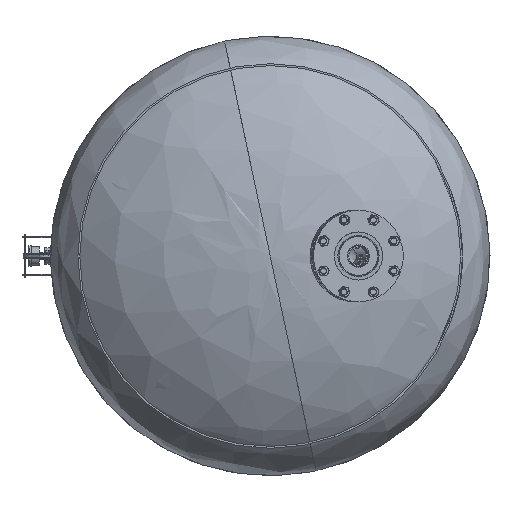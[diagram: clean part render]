
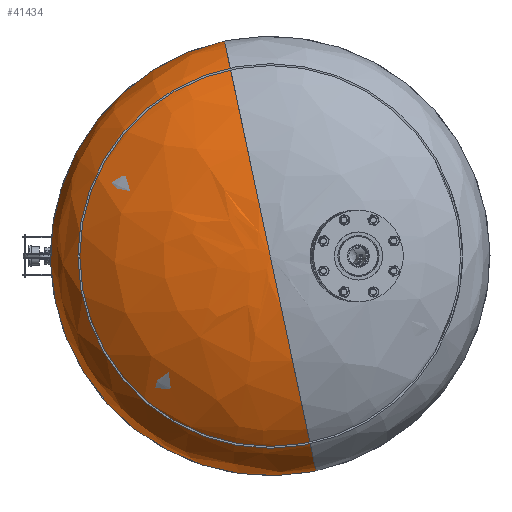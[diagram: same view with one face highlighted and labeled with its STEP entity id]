
A CAD part, front view. The second image highlights one B-rep face of the part: STEP entity #41434.
In plain terms, the highlighted free-form (B-spline) face has degree [3, 3] with [4, 4] control points.
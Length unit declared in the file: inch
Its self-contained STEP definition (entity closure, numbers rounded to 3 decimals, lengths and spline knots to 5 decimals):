
#2662 = DIRECTION ( 'NONE',  ( 1., 0., 0. ) ) ;
#2865 = VERTEX_POINT ( 'NONE', #11785 ) ;
#3022 =( BOUNDED_SURFACE ( )  B_SPLINE_SURFACE ( 3, 3, ( 
 ( #36610, #13744, #41326, #5302 ),
 ( #24525, #21363, #25561, #16621 ),
 ( #49472, #37644, #41052, #29765 ),
 ( #32638, #8977, #12674, #20824 ) ),
 .UNSPECIFIED., .F., .F., .F. ) 
 B_SPLINE_SURFACE_WITH_KNOTS ( ( 4, 4 ),
 ( 4, 4 ),
 ( 0., 1. ),
 ( 0., 1. ),
 .UNSPECIFIED. ) 
 GEOMETRIC_REPRESENTATION_ITEM ( )  RATIONAL_B_SPLINE_SURFACE ( (
 ( 1., 0.333, 0.333, 1.),
 ( 0.805, 0.268, 0.268, 0.805),
 ( 0.805, 0.268, 0.268, 0.805),
 ( 1., 0.333, 0.333, 1.) ) ) 
 REPRESENTATION_ITEM ( '' )  SURFACE ( )  );
#4073 = ORIENTED_EDGE ( 'NONE', *, *, #17664, .T. ) ;
#4866 = CARTESIAN_POINT ( 'NONE',  ( 24., 8.22766, 0. ) ) ;
#5302 = CARTESIAN_POINT ( 'NONE',  ( 0., 13.25, 0. ) ) ;
#8670 =( BOUNDED_CURVE ( )  B_SPLINE_CURVE ( 3, ( #49315, #17502, #4866, #28820 ),
 .UNSPECIFIED., .F., .F. ) 
 B_SPLINE_CURVE_WITH_KNOTS ( ( 4, 4 ),
 ( 1.5708, 3.14159 ),
 .UNSPECIFIED. ) 
 CURVE ( )  GEOMETRIC_REPRESENTATION_ITEM ( )  RATIONAL_B_SPLINE_CURVE ( ( 1., 0.805, 0.805, 1. ) ) 
 REPRESENTATION_ITEM ( '' )  );
#8920 = VERTEX_POINT ( 'NONE', #32970 ) ;
#8977 = CARTESIAN_POINT ( 'NONE',  ( 24., 1.125, 48. ) ) ;
#9674 = AXIS2_PLACEMENT_3D ( 'NONE', #42618, #30554, #2662 ) ;
#9735 = CARTESIAN_POINT ( 'NONE',  ( -24., 8.22766, 0. ) ) ;
#11785 = CARTESIAN_POINT ( 'NONE',  ( 24., 1.125, 0. ) ) ;
#12674 = CARTESIAN_POINT ( 'NONE',  ( -24., 1.125, 48. ) ) ;
#13744 = CARTESIAN_POINT ( 'NONE',  ( 0., 13.25, 0. ) ) ;
#14412 =( BOUNDED_CURVE ( )  B_SPLINE_CURVE ( 3, ( #17373, #25777, #9735, #34187 ),
 .UNSPECIFIED., .F., .F. ) 
 B_SPLINE_CURVE_WITH_KNOTS ( ( 4, 4 ),
 ( 1.5708, 3.14159 ),
 .UNSPECIFIED. ) 
 CURVE ( )  GEOMETRIC_REPRESENTATION_ITEM ( )  RATIONAL_B_SPLINE_CURVE ( ( 1., 0.805, 0.805, 1. ) ) 
 REPRESENTATION_ITEM ( '' )  );
#14970 = EDGE_CURVE ( 'NONE', #26877, #2865, #8670, .T. ) ;
#16621 = CARTESIAN_POINT ( 'NONE',  ( -14.05887, 13.25, 0. ) ) ;
#17373 = CARTESIAN_POINT ( 'NONE',  ( 0., 13.25, 0. ) ) ;
#17502 = CARTESIAN_POINT ( 'NONE',  ( 14.05887, 13.25, 0. ) ) ;
#17664 = EDGE_CURVE ( 'NONE', #26877, #8920, #14412, .T. ) ;
#20824 = CARTESIAN_POINT ( 'NONE',  ( -24., 1.125, 0. ) ) ;
#21097 = FACE_OUTER_BOUND ( 'NONE', #48624, .T. ) ;
#21363 = CARTESIAN_POINT ( 'NONE',  ( 14.05887, 13.25, 28.11775 ) ) ;
#24525 = CARTESIAN_POINT ( 'NONE',  ( 14.05887, 13.25, 0. ) ) ;
#25561 = CARTESIAN_POINT ( 'NONE',  ( -14.05887, 13.25, 28.11775 ) ) ;
#25777 = CARTESIAN_POINT ( 'NONE',  ( -14.05887, 13.25, 0. ) ) ;
#26418 = ORIENTED_EDGE ( 'NONE', *, *, #14970, .F. ) ;
#26877 = VERTEX_POINT ( 'NONE', #33721 ) ;
#28820 = CARTESIAN_POINT ( 'NONE',  ( 24., 1.125, 0. ) ) ;
#29765 = CARTESIAN_POINT ( 'NONE',  ( -24., 8.22766, 0. ) ) ;
#30554 = DIRECTION ( 'NONE',  ( 0., -1., 0. ) ) ;
#32638 = CARTESIAN_POINT ( 'NONE',  ( 24., 1.125, 0. ) ) ;
#32970 = CARTESIAN_POINT ( 'NONE',  ( -24., 1.125, 0. ) ) ;
#33721 = CARTESIAN_POINT ( 'NONE',  ( 0., 13.25, 0. ) ) ;
#34187 = CARTESIAN_POINT ( 'NONE',  ( -24., 1.125, 0. ) ) ;
#36610 = CARTESIAN_POINT ( 'NONE',  ( 0., 13.25, 0. ) ) ;
#37644 = CARTESIAN_POINT ( 'NONE',  ( 24., 8.22766, 48. ) ) ;
#41052 = CARTESIAN_POINT ( 'NONE',  ( -24., 8.22766, 48. ) ) ;
#41326 = CARTESIAN_POINT ( 'NONE',  ( 0., 13.25, 0. ) ) ;
#41434 = ADVANCED_FACE ( 'NONE', ( #21097 ), #3022, .F. ) ;
#42618 = CARTESIAN_POINT ( 'NONE',  ( 0., 1.125, 0. ) ) ;
#48624 = EDGE_LOOP ( 'NONE', ( #26418, #4073, #51647 ) ) ;
#49119 = CIRCLE ( 'NONE', #9674, 24. ) ;
#49315 = CARTESIAN_POINT ( 'NONE',  ( 0., 13.25, 0. ) ) ;
#49472 = CARTESIAN_POINT ( 'NONE',  ( 24., 8.22766, 0. ) ) ;
#51084 = EDGE_CURVE ( 'NONE', #2865, #8920, #49119, .T. ) ;
#51647 = ORIENTED_EDGE ( 'NONE', *, *, #51084, .F. ) ;
